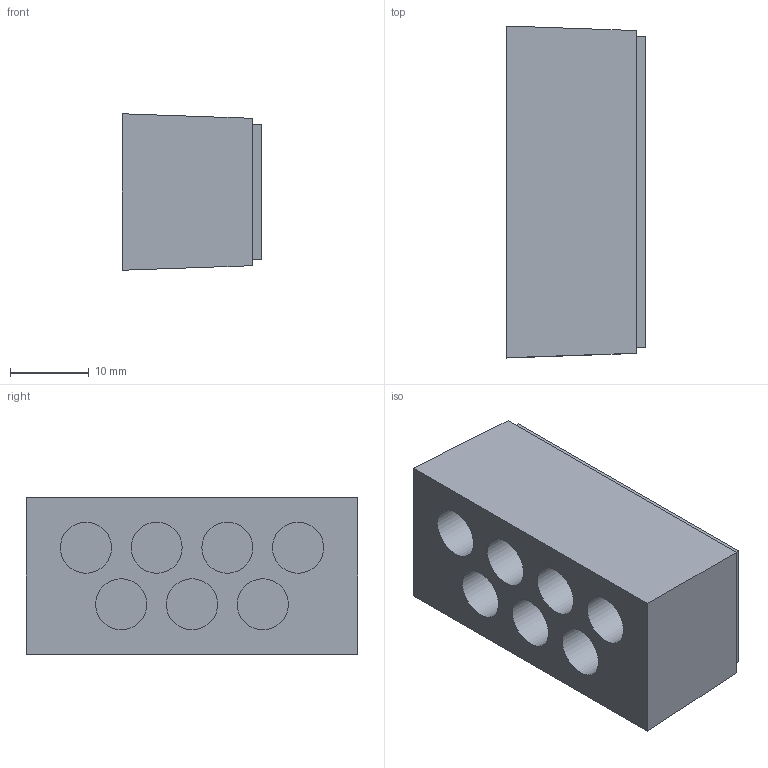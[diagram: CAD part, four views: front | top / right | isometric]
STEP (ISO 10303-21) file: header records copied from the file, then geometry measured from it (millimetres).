
FILE_DESCRIPTION(/* description */ (''),/* implementation_level */ '2;1');
FILE_NAME(/* name */ 'K28804_6_KDS-DES-7X6_5.stp',/* time_stamp */ '2020-04-16T12:53:38+02:00',/* author */ (''),/* organization */ (''),/* preprocessor_version */ 'ST-DEVELOPER v16.7',/* originating_system */ 'SIEMENS PLM Software NX 12.0',/* authorisation */ '');
FILE_SCHEMA (('AUTOMOTIVE_DESIGN { 1 0 10303 214 3 1 1 1 }'));
Length unit declared in the file: millimetre
Products named in the file (1): 28804_6_KDS-DES-7X6_5
Bounding box: 17.7 x 42.2 x 19.9 mm (x, y, z)
Volume: 10369.3 mm3; surface area: 6229.2 mm2
Topology: 1 solids, 8 shells, 67 faces, 150 edges, 100 vertices
Faces by surface type: plane 25, sphere 21, cylinder 14, torus 7
Full cylindrical faces by diameter (mm): 6.5 x14
Entity records: 1456 total; most frequent: DIRECTION 272, CARTESIAN_POINT 220, ORIENTED_EDGE 160, EDGE_LOOP 124, AXIS2_PLACEMENT_3D 124, FACE_BOUND 102, EDGE_CURVE 80, VERTEX_POINT 72
